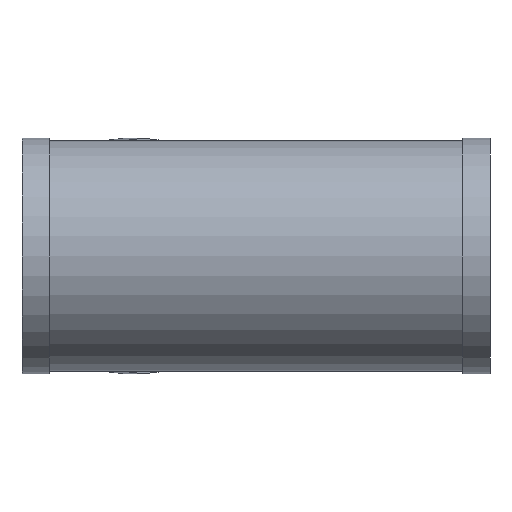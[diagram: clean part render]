
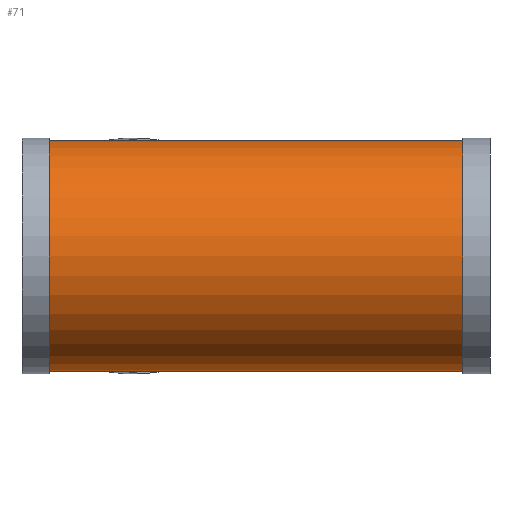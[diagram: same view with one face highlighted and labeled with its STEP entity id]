
A CAD part, front view. The second image highlights one B-rep face of the part: STEP entity #71.
In plain terms, the highlighted cylindrical face has radius 280 mm (diameter 560 mm), a full revolution.
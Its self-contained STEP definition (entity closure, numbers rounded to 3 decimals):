
#71 = ADVANCED_FACE( '', ( #155, #156, #157 ), #158, .T. );
#155 = FACE_OUTER_BOUND( '', #240, .T. );
#156 = FACE_BOUND( '', #241, .T. );
#157 = FACE_OUTER_BOUND( '', #242, .T. );
#158 = CYLINDRICAL_SURFACE( '', #243, 280. );
#240 = EDGE_LOOP( '', ( #350 ) );
#241 = EDGE_LOOP( '', ( #351, #352 ) );
#242 = EDGE_LOOP( '', ( #353 ) );
#243 = AXIS2_PLACEMENT_3D( '', #354, #355, #356 );
#350 = ORIENTED_EDGE( '', *, *, #410, .T. );
#351 = ORIENTED_EDGE( '', *, *, #413, .F. );
#352 = ORIENTED_EDGE( '', *, *, #414, .F. );
#353 = ORIENTED_EDGE( '', *, *, #400, .F. );
#354 = CARTESIAN_POINT( '', ( 568., 0., 0. ) );
#355 = DIRECTION( '', ( -1., 0., 0. ) );
#356 = DIRECTION( '', ( 0., 0., -1. ) );
#400 = EDGE_CURVE( '', #452, #452, #453, .T. );
#410 = EDGE_CURVE( '', #468, #468, #469, .T. );
#413 = EDGE_CURVE( '', #473, #474, #475, .F. );
#414 = EDGE_CURVE( '', #474, #473, #476, .F. );
#452 = VERTEX_POINT( '', #515 );
#453 = CIRCLE( '', #516, 280. );
#468 = VERTEX_POINT( '', #531 );
#469 = CIRCLE( '', #532, 280. );
#473 = VERTEX_POINT( '', #536 );
#474 = VERTEX_POINT( '', #537 );
#475 = ELLIPSE( '', #538, 731.675, 280. );
#476 = ELLIPSE( '', #539, 303.07, 280. );
#515 = CARTESIAN_POINT( '', ( 502., 0., -280. ) );
#516 = AXIS2_PLACEMENT_3D( '', #581, #582, #583 );
#531 = CARTESIAN_POINT( '', ( -502., 0., -280. ) );
#532 = AXIS2_PLACEMENT_3D( '', #599, #600, #601 );
#536 = CARTESIAN_POINT( '', ( 280., 0., -280. ) );
#537 = CARTESIAN_POINT( '', ( 280., 0., 280. ) );
#538 = AXIS2_PLACEMENT_3D( '', #605, #606, #607 );
#539 = AXIS2_PLACEMENT_3D( '', #608, #609, #610 );
#581 = CARTESIAN_POINT( '', ( 502., 0., 0. ) );
#582 = DIRECTION( '', ( 1., 0., 0. ) );
#583 = DIRECTION( '', ( 0., 0., -1. ) );
#599 = CARTESIAN_POINT( '', ( -502., 0., 0. ) );
#600 = DIRECTION( '', ( 1., 0., 0. ) );
#601 = DIRECTION( '', ( 0., 0., -1. ) );
#605 = CARTESIAN_POINT( '', ( 280., 0., 0. ) );
#606 = DIRECTION( '', ( -0.383, -0.924, 0. ) );
#607 = DIRECTION( '', ( 0.924, -0.383, 0. ) );
#608 = CARTESIAN_POINT( '', ( 280., 0., 0. ) );
#609 = DIRECTION( '', ( 0.924, -0.383, 0. ) );
#610 = DIRECTION( '', ( -0.383, -0.924, 0. ) );
